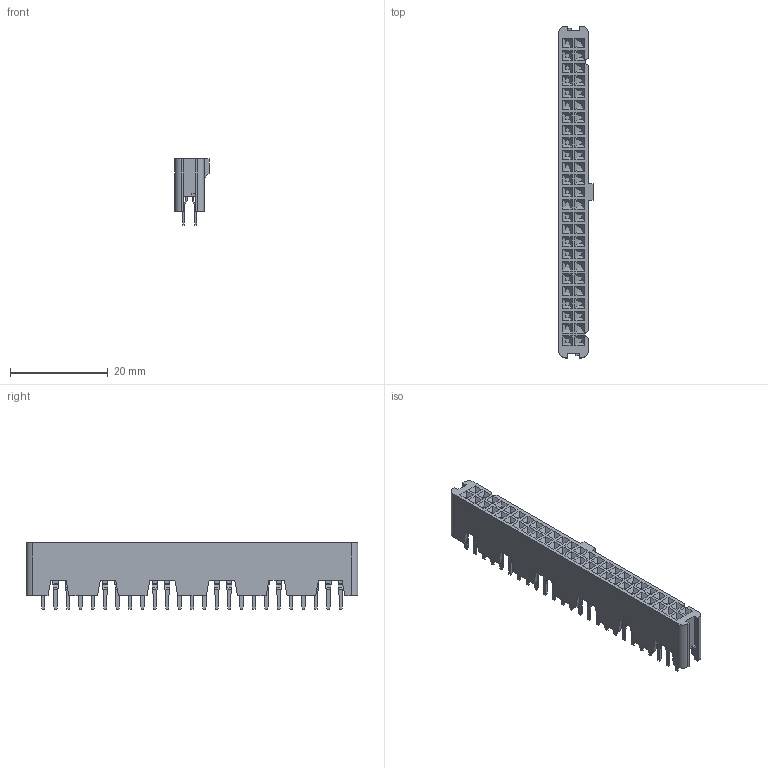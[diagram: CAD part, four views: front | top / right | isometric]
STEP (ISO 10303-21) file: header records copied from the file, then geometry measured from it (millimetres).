
FILE_DESCRIPTION(/* description */ (''),/* implementation_level */ '2;1');
FILE_NAME(/* name */ '8550-4500PL_step.stp',/* time_stamp */ '2012-04-10T17:58:20-05:00',/* author */ (''),/* organization */ (''),/* preprocessor_version */ 'ST-DEVELOPER v11',/* originating_system */ 'SIEMENS PLM Software NX 7.5',/* authorisation */ '');
FILE_SCHEMA (('CONFIG_CONTROL_DESIGN'));
Length unit declared in the file: inch
Products named in the file (1): us31D7B69qae
Bounding box: 7.05 x 68.02 x 13.6 mm (x, y, z)
Volume: 3272.2 mm3; surface area: 3426.6 mm2
Topology: 1 solids, 1 shells, 1511 faces, 4024 edges, 2615 vertices
Faces by surface type: plane 1303, cylinder 208
Entity records: 46198 total; most frequent: CARTESIAN_POINT 9751, ORIENTED_EDGE 8048, DIRECTION 6664, EDGE_CURVE 4024, LINE 3608, VECTOR 3608, VERTEX_POINT 2615, EDGE_LOOP 1611
